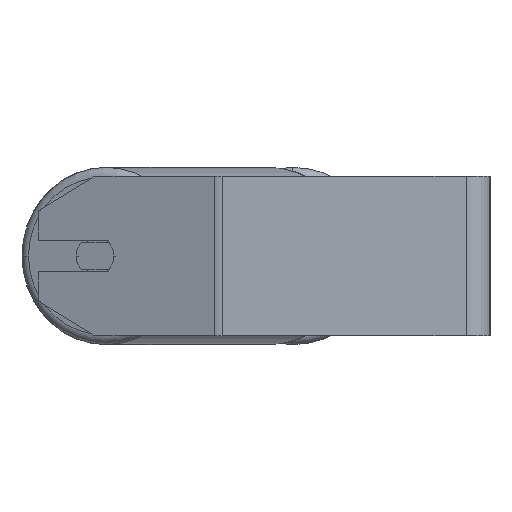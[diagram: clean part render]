
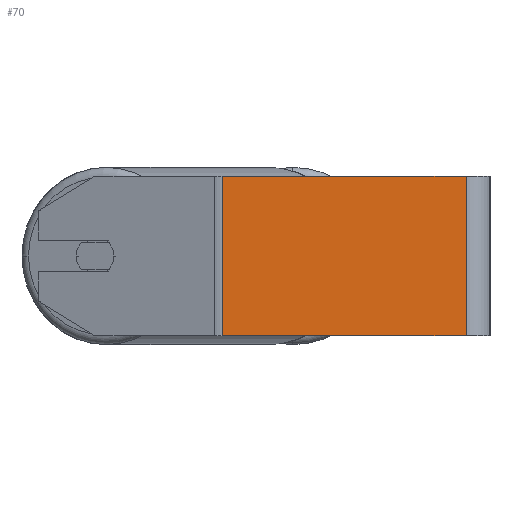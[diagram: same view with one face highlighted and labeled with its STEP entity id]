
A CAD part, left-side view. The second image highlights one B-rep face of the part: STEP entity #70.
In plain terms, the highlighted planar face has unit normal (-1, 0, 0).
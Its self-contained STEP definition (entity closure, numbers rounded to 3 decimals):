
#70 = ADVANCED_FACE ( 'NONE', ( #4831 ), #8051, .F. ) ;
#449 = EDGE_CURVE ( 'NONE', #8146, #6270, #7384, .T. ) ;
#656 = LINE ( 'NONE', #7288, #8443 ) ;
#841 = CARTESIAN_POINT ( 'NONE',  ( -430., 134.428, 40. ) ) ;
#1046 = EDGE_LOOP ( 'NONE', ( #6566, #1304, #4450, #1481 ) ) ;
#1304 = ORIENTED_EDGE ( 'NONE', *, *, #1843, .F. ) ;
#1430 = VECTOR ( 'NONE', #4242, 1000. ) ;
#1475 = DIRECTION ( 'NONE',  ( 1., 0., 0. ) ) ;
#1481 = ORIENTED_EDGE ( 'NONE', *, *, #4899, .T. ) ;
#1843 = EDGE_CURVE ( 'NONE', #6270, #2736, #656, .T. ) ;
#2007 = CARTESIAN_POINT ( 'NONE',  ( -430., 136.544, 40. ) ) ;
#2736 = VERTEX_POINT ( 'NONE', #5376 ) ;
#3899 = DIRECTION ( 'NONE',  ( 0., -1., 0. ) ) ;
#4061 = CARTESIAN_POINT ( 'NONE',  ( -430., 136.544, 40. ) ) ;
#4242 = DIRECTION ( 'NONE',  ( 0., 0., -1. ) ) ;
#4450 = ORIENTED_EDGE ( 'NONE', *, *, #449, .F. ) ;
#4587 = DIRECTION ( 'NONE',  ( 0., 0., -1. ) ) ;
#4831 = FACE_OUTER_BOUND ( 'NONE', #1046, .T. ) ;
#4897 = CARTESIAN_POINT ( 'NONE',  ( -430., 134.428, 40. ) ) ;
#4899 = EDGE_CURVE ( 'NONE', #8146, #7019, #6904, .T. ) ;
#5376 = CARTESIAN_POINT ( 'NONE',  ( -430., 12., -40. ) ) ;
#5599 = CARTESIAN_POINT ( 'NONE',  ( -430., 134.428, -40. ) ) ;
#5913 = VECTOR ( 'NONE', #5978, 1000. ) ;
#5978 = DIRECTION ( 'NONE',  ( 0., -1., 0. ) ) ;
#6069 = EDGE_CURVE ( 'NONE', #7019, #2736, #6403, .T. ) ;
#6270 = VERTEX_POINT ( 'NONE', #6910 ) ;
#6403 = LINE ( 'NONE', #7399, #8486 ) ;
#6566 = ORIENTED_EDGE ( 'NONE', *, *, #6069, .T. ) ;
#6866 = DIRECTION ( 'NONE',  ( 0., 0., -1. ) ) ;
#6904 = LINE ( 'NONE', #841, #1430 ) ;
#6910 = CARTESIAN_POINT ( 'NONE',  ( -430., 12., 40. ) ) ;
#7019 = VERTEX_POINT ( 'NONE', #5599 ) ;
#7288 = CARTESIAN_POINT ( 'NONE',  ( -430., 12., 40. ) ) ;
#7384 = LINE ( 'NONE', #4061, #5913 ) ;
#7399 = CARTESIAN_POINT ( 'NONE',  ( -430., 136.544, -40. ) ) ;
#8051 = PLANE ( 'NONE',  #8162 ) ;
#8146 = VERTEX_POINT ( 'NONE', #4897 ) ;
#8162 = AXIS2_PLACEMENT_3D ( 'NONE', #2007, #1475, #6866 ) ;
#8443 = VECTOR ( 'NONE', #4587, 1000. ) ;
#8486 = VECTOR ( 'NONE', #3899, 1000. ) ;
